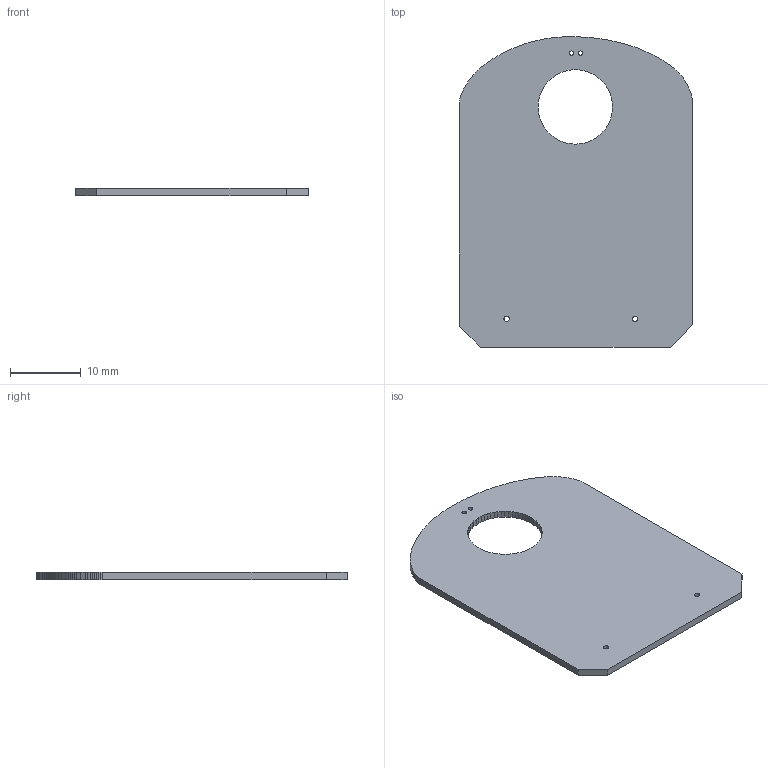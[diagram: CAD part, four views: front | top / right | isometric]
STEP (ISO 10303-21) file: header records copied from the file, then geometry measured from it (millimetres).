
FILE_DESCRIPTION(('FreeCAD Model'),'2;1');
FILE_NAME('blade-plate-small-no-teeth.step','2020-05-18T22:51:02',('Author'),(''), 'Open CASCADE STEP processor 7.3','FreeCAD','Unknown');
FILE_SCHEMA(('AUTOMOTIVE_DESIGN { 1 0 10303 214 1 1 1 1 }'));
Length unit declared in the file: millimetre
Products named in the file (6): blade-plate-small-no-teeth; Board_Geoms_6d25; Local_CS_6d25; Pcb_6d25; PCB_Sketch_6d25; Step_Models_6d25
Assembly tree (5 placements, depth 3):
  blade-plate-small-no-teeth
    Board_Geoms_6d25
      Local_CS_6d25
      Pcb_6d25
      PCB_Sketch_6d25
    Step_Models_6d25
Bounding box: 32.91 x 43.83 x 1 mm (x, y, z)
Volume: 1273.7 mm3; surface area: 2728.3 mm2
Topology: 1 solids, 1 shells, 139 faces, 544 edges, 540 vertices
Faces by surface type: plane 135, cylinder 4
Full cylindrical faces by diameter (mm): 0.65 x2, 0.762 x2
Entity records: 5637 total; most frequent: CARTESIAN_POINT 1229, DIRECTION 842, ORIENTED_EDGE 822, LINE 536, VECTOR 536, EDGE_CURVE 411, VERTEX_POINT 274, AXIS2_PLACEMENT_3D 153
